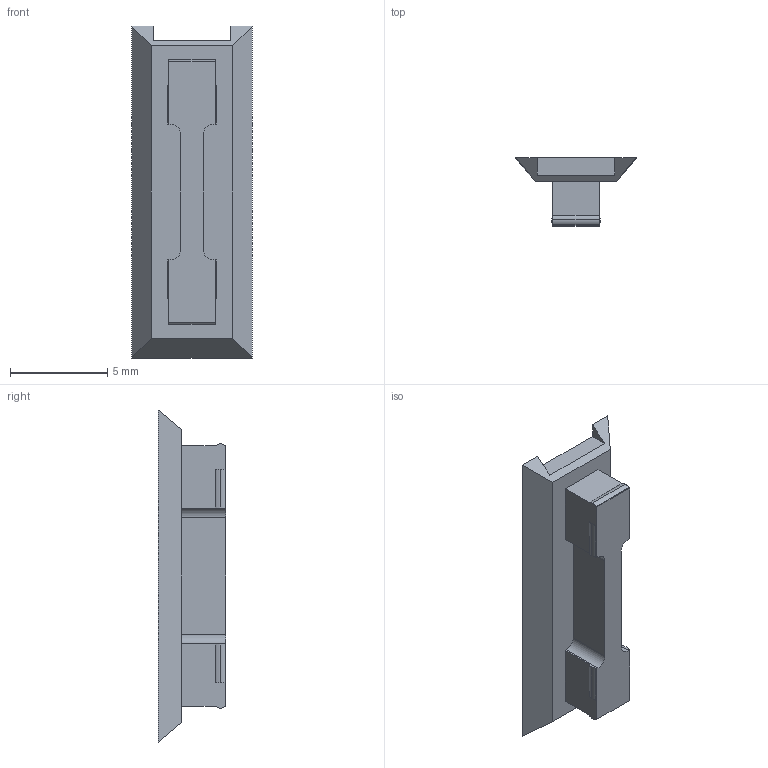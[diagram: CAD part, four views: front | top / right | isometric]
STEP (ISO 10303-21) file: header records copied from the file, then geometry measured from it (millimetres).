
FILE_DESCRIPTION(('STEP AP242'),'1');
FILE_NAME('xcsz28.stp','2021-09-27T00:12:03',('TraceParts'),('TraceParts S.A.'),'Spatial InterOp 3D',' ',' ');
FILE_SCHEMA(('AP242_MANAGED_MODEL_BASED_3D_ENGINEERING_MIM_LF {1 0 10303 442 1 1 4}'));
Length unit declared in the file: millimetre
Products named in the file (1): xcsz28
Bounding box: 6.21 x 3.5 x 17.09 mm (x, y, z)
Volume: 154.9 mm3; surface area: 309.4 mm2
Topology: 1 solids, 1 shells, 44 faces, 123 edges, 82 vertices
Faces by surface type: plane 28, cylinder 16
Entity records: 1434 total; most frequent: CARTESIAN_POINT 250, ORIENTED_EDGE 246, DIRECTION 245, EDGE_CURVE 123, LINE 91, VECTOR 91, VERTEX_POINT 82, AXIS2_PLACEMENT_3D 77
